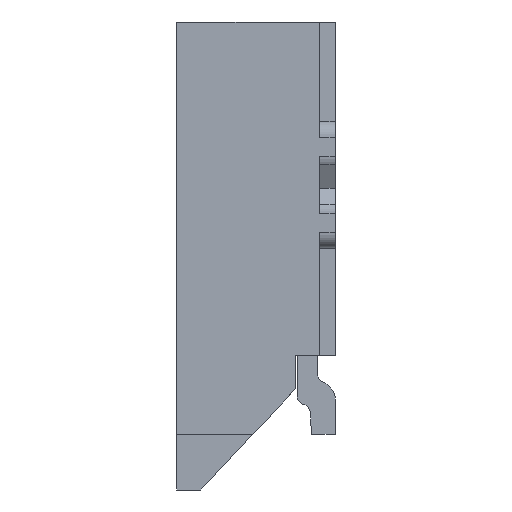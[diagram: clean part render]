
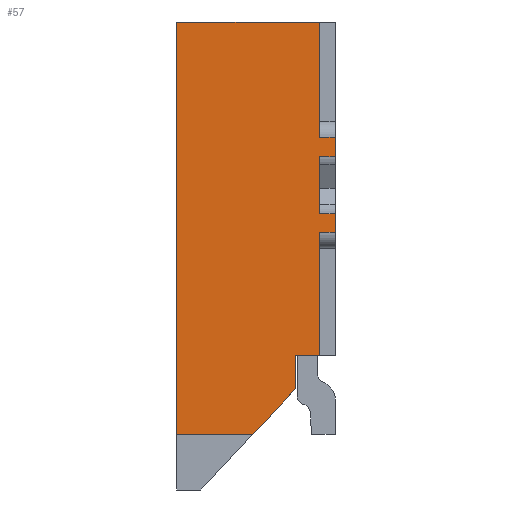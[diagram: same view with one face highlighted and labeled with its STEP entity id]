
A CAD part, left-side view. The second image highlights one B-rep face of the part: STEP entity #57.
In plain terms, the highlighted planar face has unit normal (-1, 0, 0).
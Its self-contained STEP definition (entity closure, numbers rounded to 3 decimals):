
#57=ADVANCED_FACE('',(#968),#969,.T.);
#968=FACE_OUTER_BOUND('',#2801,.T.);
#969=PLANE('',#2802);
#2801=EDGE_LOOP('',(#4716,#4717,#4718,#4719,#4720,#4721,#4722,#4723,#4724,#4725,#4726,#4727,#4728,#4729,#4730));
#2802=AXIS2_PLACEMENT_3D('',#4731,#4732,#4733);
#4716=ORIENTED_EDGE('',*,*,#12361,.T.);
#4717=ORIENTED_EDGE('',*,*,#12396,.T.);
#4718=ORIENTED_EDGE('',*,*,#12397,.T.);
#4719=ORIENTED_EDGE('',*,*,#12398,.T.);
#4720=ORIENTED_EDGE('',*,*,#12356,.T.);
#4721=ORIENTED_EDGE('',*,*,#12399,.T.);
#4722=ORIENTED_EDGE('',*,*,#12400,.T.);
#4723=ORIENTED_EDGE('',*,*,#12401,.T.);
#4724=ORIENTED_EDGE('',*,*,#12402,.F.);
#4725=ORIENTED_EDGE('',*,*,#12395,.F.);
#4726=ORIENTED_EDGE('',*,*,#12403,.T.);
#4727=ORIENTED_EDGE('',*,*,#12373,.T.);
#4728=ORIENTED_EDGE('',*,*,#12404,.F.);
#4729=ORIENTED_EDGE('',*,*,#12405,.T.);
#4730=ORIENTED_EDGE('',*,*,#12406,.T.);
#4731=CARTESIAN_POINT('',(-10.25,0.0,-5.9));
#4732=DIRECTION('',(-1.0,0.0,0.0));
#4733=DIRECTION('',(0.0,0.0,1.0));
#12356=EDGE_CURVE('',#14894,#14892,#14895,.T.);
#12361=EDGE_CURVE('',#14904,#14902,#14905,.T.);
#12373=EDGE_CURVE('',#14927,#14924,#14928,.T.);
#12395=EDGE_CURVE('',#14966,#14964,#14968,.T.);
#12396=EDGE_CURVE('',#14902,#14969,#14970,.T.);
#12397=EDGE_CURVE('',#14969,#14971,#14972,.T.);
#12398=EDGE_CURVE('',#14971,#14894,#14973,.T.);
#12399=EDGE_CURVE('',#14892,#14974,#14975,.T.);
#12400=EDGE_CURVE('',#14974,#14976,#14977,.T.);
#12401=EDGE_CURVE('',#14976,#14978,#14979,.T.);
#12402=EDGE_CURVE('',#14964,#14978,#14980,.T.);
#12403=EDGE_CURVE('',#14966,#14927,#14981,.T.);
#12404=EDGE_CURVE('',#14982,#14924,#14983,.T.);
#12405=EDGE_CURVE('',#14982,#14984,#14985,.T.);
#12406=EDGE_CURVE('',#14984,#14904,#14986,.T.);
#14892=VERTEX_POINT('',#19068);
#14894=VERTEX_POINT('',#19070);
#14895=LINE('',#19071,#19072);
#14902=VERTEX_POINT('',#19081);
#14904=VERTEX_POINT('',#19083);
#14905=LINE('',#19084,#19085);
#14924=VERTEX_POINT('',#19113);
#14927=VERTEX_POINT('',#19117);
#14928=LINE('',#19118,#19119);
#14964=VERTEX_POINT('',#19174);
#14966=VERTEX_POINT('',#19177);
#14968=LINE('',#19180,#19181);
#14969=VERTEX_POINT('',#19182);
#14970=LINE('',#19183,#19184);
#14971=VERTEX_POINT('',#19185);
#14972=LINE('',#19186,#19187);
#14973=LINE('',#19188,#19189);
#14974=VERTEX_POINT('',#19190);
#14975=LINE('',#19191,#19192);
#14976=VERTEX_POINT('',#19193);
#14977=LINE('',#19194,#19195);
#14978=VERTEX_POINT('',#19196);
#14979=LINE('',#19197,#19198);
#14980=LINE('',#19199,#19200);
#14981=LINE('',#19201,#19202);
#14982=VERTEX_POINT('',#19203);
#14983=LINE('',#19204,#19205);
#14984=VERTEX_POINT('',#19206);
#14985=LINE('',#19207,#19208);
#14986=LINE('',#19209,#19210);
#19068=CARTESIAN_POINT('',(-10.25,0.0,-1.45));
#19070=CARTESIAN_POINT('',(-10.25,0.0,-1.696));
#19071=CARTESIAN_POINT('',(-10.25,0.0,-1.696));
#19072=VECTOR('',#25270,0.246);
#19081=CARTESIAN_POINT('',(-10.25,0.0,-2.419));
#19083=CARTESIAN_POINT('',(-10.25,0.0,-2.65));
#19084=CARTESIAN_POINT('',(-10.25,0.0,-2.65));
#19085=VECTOR('',#25279,0.231);
#19113=CARTESIAN_POINT('',(-10.25,0.5,-4.2));
#19117=CARTESIAN_POINT('',(-10.25,0.5,-4.624));
#19118=CARTESIAN_POINT('',(-10.25,0.5,-4.624));
#19119=VECTOR('',#25293,0.424);
#19174=CARTESIAN_POINT('',(-10.25,2.0,-5.2));
#19177=CARTESIAN_POINT('',(-10.25,1.039,-5.2));
#19180=CARTESIAN_POINT('',(-10.25,1.039,-5.2));
#19181=VECTOR('',#25315,0.961);
#19182=CARTESIAN_POINT('',(-10.25,0.2,-2.419));
#19183=CARTESIAN_POINT('',(-10.25,0.0,-2.419));
#19184=VECTOR('',#25316,0.2);
#19185=CARTESIAN_POINT('',(-10.25,0.2,-1.696));
#19186=CARTESIAN_POINT('',(-10.25,0.2,-2.419));
#19187=VECTOR('',#25317,0.722);
#19188=CARTESIAN_POINT('',(-10.25,0.2,-1.696));
#19189=VECTOR('',#25318,0.2);
#19190=CARTESIAN_POINT('',(-10.25,0.2,-1.45));
#19191=CARTESIAN_POINT('',(-10.25,0.0,-1.45));
#19192=VECTOR('',#25319,0.2);
#19193=CARTESIAN_POINT('',(-10.25,0.2,0.0));
#19194=CARTESIAN_POINT('',(-10.25,0.2,-1.45));
#19195=VECTOR('',#25320,1.45);
#19196=CARTESIAN_POINT('',(-10.25,2.0,0.0));
#19197=CARTESIAN_POINT('',(-10.25,0.2,0.0));
#19198=VECTOR('',#25321,1.8);
#19199=CARTESIAN_POINT('',(-10.25,2.0,-5.2));
#19200=VECTOR('',#25322,5.2);
#19201=CARTESIAN_POINT('',(-10.25,1.039,-5.2));
#19202=VECTOR('',#25323,0.788);
#19203=CARTESIAN_POINT('',(-10.25,0.2,-4.2));
#19204=CARTESIAN_POINT('',(-10.25,0.2,-4.2));
#19205=VECTOR('',#25324,0.3);
#19206=CARTESIAN_POINT('',(-10.25,0.2,-2.65));
#19207=CARTESIAN_POINT('',(-10.25,0.2,-4.2));
#19208=VECTOR('',#25325,1.55);
#19209=CARTESIAN_POINT('',(-10.25,0.2,-2.65));
#19210=VECTOR('',#25326,0.2);
#25270=DIRECTION('',(0.0,0.0,1.0));
#25279=DIRECTION('',(0.0,0.0,1.0));
#25293=DIRECTION('',(0.0,0.0,1.0));
#25315=DIRECTION('',(0.0,1.0,0.0));
#25316=DIRECTION('',(0.0,1.0,0.0));
#25317=DIRECTION('',(0.0,0.0,1.0));
#25318=DIRECTION('',(0.0,-1.0,0.0));
#25319=DIRECTION('',(0.0,1.0,0.0));
#25320=DIRECTION('',(0.0,0.0,1.0));
#25321=DIRECTION('',(0.0,1.0,0.0));
#25322=DIRECTION('',(0.0,0.0,1.0));
#25323=DIRECTION('',(0.0,-0.683,0.73));
#25324=DIRECTION('',(0.0,1.0,0.0));
#25325=DIRECTION('',(0.0,0.0,1.0));
#25326=DIRECTION('',(0.0,-1.0,0.0));
